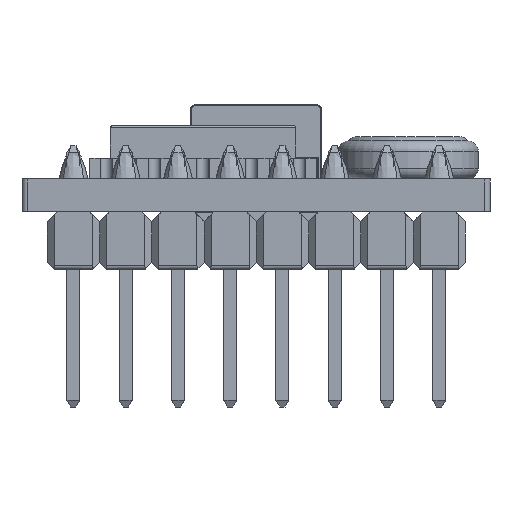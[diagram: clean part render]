
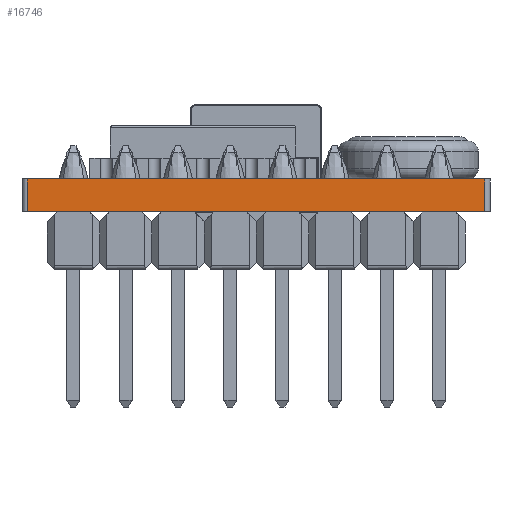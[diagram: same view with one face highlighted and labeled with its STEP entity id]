
A CAD part, front view. The second image highlights one B-rep face of the part: STEP entity #16746.
In plain terms, the highlighted planar face has unit normal (0, -1, 0).
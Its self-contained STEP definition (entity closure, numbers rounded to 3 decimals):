
#2316=FACE_OUTER_BOUND('',#3328,.T.);
#3328=EDGE_LOOP('',(#15093,#15094,#15095,#15096));
#4785=LINE('',#29699,#6411);
#4859=LINE('',#30122,#6485);
#4964=LINE('',#30405,#6590);
#4970=LINE('',#30417,#6596);
#6411=VECTOR('',#21191,10.);
#6485=VECTOR('',#21345,10.);
#6590=VECTOR('',#21652,10.);
#6596=VECTOR('',#21670,10.);
#7945=VERTEX_POINT('',#29696);
#7946=VERTEX_POINT('',#29698);
#8062=VERTEX_POINT('',#30119);
#8063=VERTEX_POINT('',#30121);
#10221=EDGE_CURVE('',#7945,#7946,#4785,.T.);
#10352=EDGE_CURVE('',#8062,#8063,#4859,.T.);
#10490=EDGE_CURVE('',#8063,#7945,#4964,.T.);
#10496=EDGE_CURVE('',#7946,#8062,#4970,.T.);
#15093=ORIENTED_EDGE('',*,*,#10490,.F.);
#15094=ORIENTED_EDGE('',*,*,#10352,.F.);
#15095=ORIENTED_EDGE('',*,*,#10496,.F.);
#15096=ORIENTED_EDGE('',*,*,#10221,.F.);
#15854=PLANE('',#17913);
#16746=ADVANCED_FACE('',(#2316),#15854,.F.);
#17913=AXIS2_PLACEMENT_3D('',#30418,#21671,#21672);
#21191=DIRECTION('',(1.,0.,0.));
#21345=DIRECTION('',(-1.,0.,0.));
#21652=DIRECTION('',(0.,0.,1.));
#21670=DIRECTION('',(0.,0.,-1.));
#21671=DIRECTION('center_axis',(0.,1.,0.));
#21672=DIRECTION('ref_axis',(0.,0.,1.));
#29696=CARTESIAN_POINT('',(-11.025,-11.3,0.01));
#29698=CARTESIAN_POINT('',(11.225,-11.3,0.01));
#29699=CARTESIAN_POINT('',(-18.1,-11.3,0.01));
#30119=CARTESIAN_POINT('',(11.225,-11.3,-1.59));
#30121=CARTESIAN_POINT('',(-11.025,-11.3,-1.59));
#30122=CARTESIAN_POINT('',(-18.1,-11.3,-1.59));
#30405=CARTESIAN_POINT('',(-11.025,-11.3,-1.59));
#30417=CARTESIAN_POINT('',(11.225,-11.3,-1.59));
#30418=CARTESIAN_POINT('Origin',(-18.1,-11.3,-1.59));
